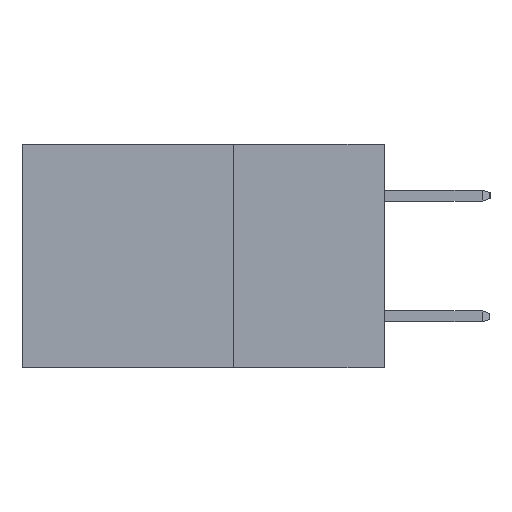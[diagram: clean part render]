
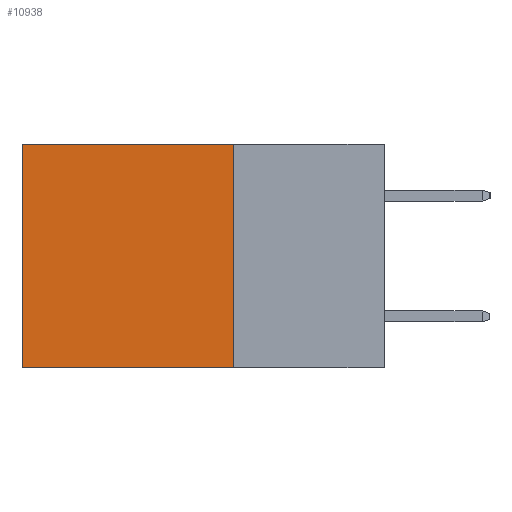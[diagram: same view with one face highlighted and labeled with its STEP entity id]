
A CAD part, left-side view. The second image highlights one B-rep face of the part: STEP entity #10938.
In plain terms, the highlighted planar face has unit normal (-1, 0, 0).
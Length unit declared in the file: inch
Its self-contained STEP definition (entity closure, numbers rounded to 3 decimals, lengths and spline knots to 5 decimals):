
#898 = DIRECTION ( 'NONE',  ( 0., 1., 0. ) ) ;
#1430 = ORIENTED_EDGE ( 'NONE', *, *, #7398, .F. ) ;
#1444 = AXIS2_PLACEMENT_3D ( 'NONE', #9893, #10857, #4772 ) ;
#1687 = CARTESIAN_POINT ( 'NONE',  ( 0.298, 0.25, -0.37 ) ) ;
#1813 = EDGE_CURVE ( 'NONE', #3477, #3492, #10478, .T. ) ;
#2118 = EDGE_LOOP ( 'NONE', ( #10919, #3026, #1430, #7085 ) ) ;
#2168 = VECTOR ( 'NONE', #7871, 39.37008 ) ;
#2575 = PLANE ( 'NONE',  #1444 ) ;
#2661 = DIRECTION ( 'NONE',  ( 0., 0., -1. ) ) ;
#3026 = ORIENTED_EDGE ( 'NONE', *, *, #3415, .F. ) ;
#3110 = FACE_OUTER_BOUND ( 'NONE', #2118, .T. ) ;
#3415 = EDGE_CURVE ( 'NONE', #7596, #11495, #6239, .T. ) ;
#3477 = VERTEX_POINT ( 'NONE', #9853 ) ;
#3492 = VERTEX_POINT ( 'NONE', #4157 ) ;
#4157 = CARTESIAN_POINT ( 'NONE',  ( 0.298, 0.6, 0. ) ) ;
#4772 = DIRECTION ( 'NONE',  ( 0., 0., -1. ) ) ;
#4901 = CARTESIAN_POINT ( 'NONE',  ( 0.298, 0.6, 0. ) ) ;
#6000 = DIRECTION ( 'NONE',  ( 0., 0., -1. ) ) ;
#6042 = VECTOR ( 'NONE', #6000, 39.37008 ) ;
#6239 = LINE ( 'NONE', #1687, #8626 ) ;
#7085 = ORIENTED_EDGE ( 'NONE', *, *, #1813, .T. ) ;
#7398 = EDGE_CURVE ( 'NONE', #3477, #7596, #12898, .T. ) ;
#7596 = VERTEX_POINT ( 'NONE', #13132 ) ;
#7871 = DIRECTION ( 'NONE',  ( 0., 1., 0. ) ) ;
#7955 = CARTESIAN_POINT ( 'NONE',  ( 0.298, 0.25, 0. ) ) ;
#8226 = VECTOR ( 'NONE', #2661, 39.37008 ) ;
#8626 = VECTOR ( 'NONE', #898, 39.37008 ) ;
#9011 = CARTESIAN_POINT ( 'NONE',  ( 0.298, 0.25, 0. ) ) ;
#9215 = EDGE_CURVE ( 'NONE', #3492, #11495, #11314, .T. ) ;
#9726 = CARTESIAN_POINT ( 'NONE',  ( 0.298, 0.6, -0.37 ) ) ;
#9853 = CARTESIAN_POINT ( 'NONE',  ( 0.298, 0.25, 0. ) ) ;
#9893 = CARTESIAN_POINT ( 'NONE',  ( 0.298, 0.25, 0. ) ) ;
#10478 = LINE ( 'NONE', #7955, #2168 ) ;
#10857 = DIRECTION ( 'NONE',  ( 1., 0., 0. ) ) ;
#10919 = ORIENTED_EDGE ( 'NONE', *, *, #9215, .T. ) ;
#10938 = ADVANCED_FACE ( 'NONE', ( #3110 ), #2575, .F. ) ;
#11314 = LINE ( 'NONE', #4901, #6042 ) ;
#11495 = VERTEX_POINT ( 'NONE', #9726 ) ;
#12898 = LINE ( 'NONE', #9011, #8226 ) ;
#13132 = CARTESIAN_POINT ( 'NONE',  ( 0.298, 0.25, -0.37 ) ) ;
